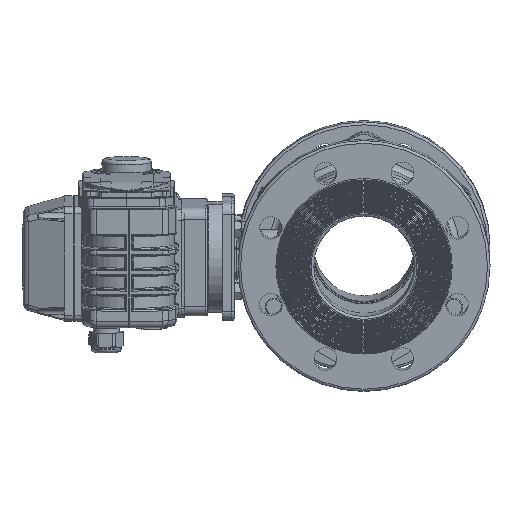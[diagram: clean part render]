
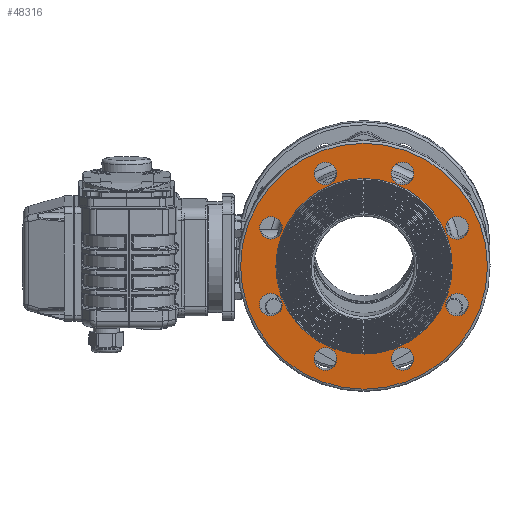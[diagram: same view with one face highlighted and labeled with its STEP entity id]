
A CAD part, left-side view. The second image highlights one B-rep face of the part: STEP entity #48316.
In plain terms, the highlighted face is planar.
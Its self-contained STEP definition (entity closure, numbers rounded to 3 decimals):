
#1857=PLANE('',#51921);
#3205=CIRCLE('',#51922,70.);
#3206=CIRCLE('',#51923,9.);
#3207=CIRCLE('',#51924,9.);
#3208=CIRCLE('',#51925,9.);
#3209=CIRCLE('',#51926,9.);
#3210=CIRCLE('',#51927,9.);
#3211=CIRCLE('',#51928,9.);
#3212=CIRCLE('',#51929,9.);
#3213=CIRCLE('',#51930,9.);
#3214=CIRCLE('',#51931,98.);
#8318=ORIENTED_EDGE('',*,*,#21804,.T.);
#8319=ORIENTED_EDGE('',*,*,#21805,.F.);
#8320=ORIENTED_EDGE('',*,*,#21806,.F.);
#8321=ORIENTED_EDGE('',*,*,#21807,.F.);
#8322=ORIENTED_EDGE('',*,*,#21808,.F.);
#8323=ORIENTED_EDGE('',*,*,#21809,.F.);
#8324=ORIENTED_EDGE('',*,*,#21810,.F.);
#8325=ORIENTED_EDGE('',*,*,#21811,.F.);
#8326=ORIENTED_EDGE('',*,*,#21812,.F.);
#8327=ORIENTED_EDGE('',*,*,#21813,.T.);
#21804=EDGE_CURVE('',#28567,#28567,#3205,.T.);
#21805=EDGE_CURVE('',#28568,#28568,#3206,.T.);
#21806=EDGE_CURVE('',#28569,#28569,#3207,.T.);
#21807=EDGE_CURVE('',#28570,#28570,#3208,.T.);
#21808=EDGE_CURVE('',#28571,#28571,#3209,.T.);
#21809=EDGE_CURVE('',#28572,#28572,#3210,.T.);
#21810=EDGE_CURVE('',#28573,#28573,#3211,.T.);
#21811=EDGE_CURVE('',#28574,#28574,#3212,.T.);
#21812=EDGE_CURVE('',#28575,#28575,#3213,.T.);
#21813=EDGE_CURVE('',#28576,#28576,#3214,.T.);
#28567=VERTEX_POINT('',#100937);
#28568=VERTEX_POINT('',#100939);
#28569=VERTEX_POINT('',#100941);
#28570=VERTEX_POINT('',#100943);
#28571=VERTEX_POINT('',#100945);
#28572=VERTEX_POINT('',#100947);
#28573=VERTEX_POINT('',#100949);
#28574=VERTEX_POINT('',#100951);
#28575=VERTEX_POINT('',#100953);
#28576=VERTEX_POINT('',#100955);
#40521=EDGE_LOOP('',(#8318));
#40522=EDGE_LOOP('',(#8319));
#40523=EDGE_LOOP('',(#8320));
#40524=EDGE_LOOP('',(#8321));
#40525=EDGE_LOOP('',(#8322));
#40526=EDGE_LOOP('',(#8323));
#40527=EDGE_LOOP('',(#8324));
#40528=EDGE_LOOP('',(#8325));
#40529=EDGE_LOOP('',(#8326));
#40530=EDGE_LOOP('',(#8327));
#44280=FACE_BOUND('',#40521,.T.);
#44281=FACE_BOUND('',#40522,.T.);
#44282=FACE_BOUND('',#40523,.T.);
#44283=FACE_BOUND('',#40524,.T.);
#44284=FACE_BOUND('',#40525,.T.);
#44285=FACE_BOUND('',#40526,.T.);
#44286=FACE_BOUND('',#40527,.T.);
#44287=FACE_BOUND('',#40528,.T.);
#44288=FACE_BOUND('',#40529,.T.);
#44289=FACE_BOUND('',#40530,.T.);
#48316=ADVANCED_FACE('',(#44280,#44281,#44282,#44283,#44284,#44285,#44286,
#44287,#44288,#44289),#1857,.T.);
#51921=AXIS2_PLACEMENT_3D('',#100935,#58123,#58124);
#51922=AXIS2_PLACEMENT_3D('',#100936,#58125,#58126);
#51923=AXIS2_PLACEMENT_3D('',#100938,#58127,#58128);
#51924=AXIS2_PLACEMENT_3D('',#100940,#58129,#58130);
#51925=AXIS2_PLACEMENT_3D('',#100942,#58131,#58132);
#51926=AXIS2_PLACEMENT_3D('',#100944,#58133,#58134);
#51927=AXIS2_PLACEMENT_3D('',#100946,#58135,#58136);
#51928=AXIS2_PLACEMENT_3D('',#100948,#58137,#58138);
#51929=AXIS2_PLACEMENT_3D('',#100950,#58139,#58140);
#51930=AXIS2_PLACEMENT_3D('',#100952,#58141,#58142);
#51931=AXIS2_PLACEMENT_3D('',#100954,#58143,#58144);
#58123=DIRECTION('',(-1.,0.,0.));
#58124=DIRECTION('',(0.,0.,1.));
#58125=DIRECTION('',(1.,0.,0.));
#58126=DIRECTION('',(0.,0.,-1.));
#58127=DIRECTION('',(-1.,0.,0.));
#58128=DIRECTION('',(0.,0.,1.));
#58129=DIRECTION('',(-1.,0.,0.));
#58130=DIRECTION('',(0.,-0.707,0.707));
#58131=DIRECTION('',(-1.,0.,0.));
#58132=DIRECTION('',(0.,-1.,0.));
#58133=DIRECTION('',(-1.,0.,0.));
#58134=DIRECTION('',(0.,-0.707,-0.707));
#58135=DIRECTION('',(-1.,0.,0.));
#58136=DIRECTION('',(0.,0.,-1.));
#58137=DIRECTION('',(-1.,0.,0.));
#58138=DIRECTION('',(0.,0.707,-0.707));
#58139=DIRECTION('',(-1.,0.,0.));
#58140=DIRECTION('',(0.,1.,0.));
#58141=DIRECTION('',(-1.,0.,0.));
#58142=DIRECTION('',(0.,0.707,0.707));
#58143=DIRECTION('',(-1.,0.,0.));
#58144=DIRECTION('',(0.,0.,1.));
#100935=CARTESIAN_POINT('',(-110.,-100.,0.));
#100936=CARTESIAN_POINT('',(-110.,0.,0.));
#100937=CARTESIAN_POINT('',(-110.,0.,-70.));
#100938=CARTESIAN_POINT('',(-110.,73.91,30.615));
#100939=CARTESIAN_POINT('',(-110.,73.91,39.615));
#100940=CARTESIAN_POINT('',(-110.,30.615,73.91));
#100941=CARTESIAN_POINT('',(-110.,24.251,80.274));
#100942=CARTESIAN_POINT('',(-110.,-30.615,73.91));
#100943=CARTESIAN_POINT('',(-110.,-39.615,73.91));
#100944=CARTESIAN_POINT('',(-110.,-73.91,30.615));
#100945=CARTESIAN_POINT('',(-110.,-80.274,24.251));
#100946=CARTESIAN_POINT('',(-110.,-73.91,-30.615));
#100947=CARTESIAN_POINT('',(-110.,-73.91,-39.615));
#100948=CARTESIAN_POINT('',(-110.,-30.615,-73.91));
#100949=CARTESIAN_POINT('',(-110.,-24.251,-80.274));
#100950=CARTESIAN_POINT('',(-110.,30.615,-73.91));
#100951=CARTESIAN_POINT('',(-110.,39.615,-73.91));
#100952=CARTESIAN_POINT('',(-110.,73.91,-30.615));
#100953=CARTESIAN_POINT('',(-110.,80.274,-24.251));
#100954=CARTESIAN_POINT('',(-110.,0.,0.));
#100955=CARTESIAN_POINT('',(-110.,0.,98.));
